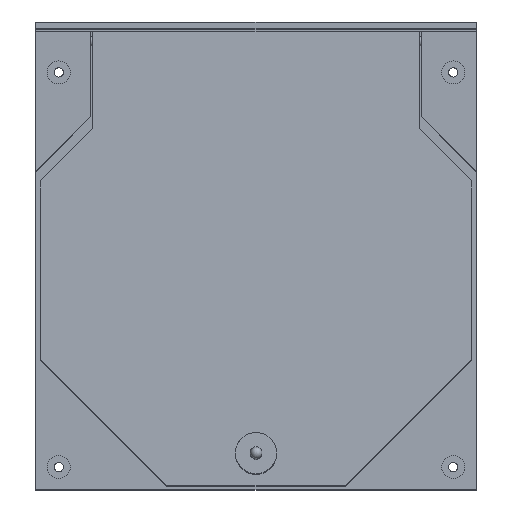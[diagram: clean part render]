
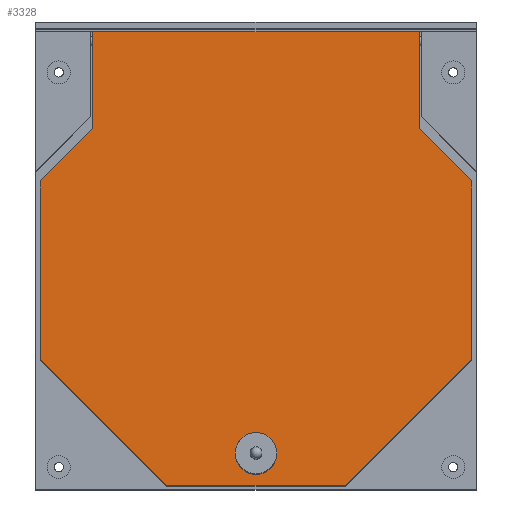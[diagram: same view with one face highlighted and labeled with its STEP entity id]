
A CAD part, top view. The second image highlights one B-rep face of the part: STEP entity #3328.
In plain terms, the highlighted planar face has unit normal (0, 0.021, 1).
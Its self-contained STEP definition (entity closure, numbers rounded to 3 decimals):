
#353=LINE('',#33077,#551);
#356=LINE('',#33083,#554);
#359=LINE('',#33090,#557);
#361=LINE('',#33095,#559);
#364=LINE('',#33100,#562);
#366=LINE('',#33105,#564);
#368=LINE('',#33108,#566);
#369=LINE('',#33110,#567);
#370=LINE('',#33111,#568);
#371=LINE('',#33112,#569);
#551=VECTOR('',#4093,194.68);
#554=VECTOR('',#4098,105.66);
#557=VECTOR('',#4105,80.61);
#559=VECTOR('',#4109,80.61);
#562=VECTOR('',#4114,105.66);
#564=VECTOR('',#4118,194.68);
#566=VECTOR('',#4122,194.68);
#567=VECTOR('',#4125,194.68);
#568=VECTOR('',#4126,356.);
#569=VECTOR('',#4127,194.68);
#756=PLANE('',#3578);
#923=FACE_BOUND('',#1315,.T.);
#1041=FACE_OUTER_BOUND('',#1314,.T.);
#1314=EDGE_LOOP('',(#2656,#2657,#2658,#2659,#2660,#2661,#2662,#2663,#2664,
#2665));
#1315=EDGE_LOOP('',(#2666));
#1523=CIRCLE('',#3560,5.);
#1705=VERTEX_POINT('',#33047);
#1713=VERTEX_POINT('',#33074);
#1714=VERTEX_POINT('',#33076);
#1715=VERTEX_POINT('',#33080);
#1716=VERTEX_POINT('',#33082);
#1718=VERTEX_POINT('',#33088);
#1719=VERTEX_POINT('',#33092);
#1720=VERTEX_POINT('',#33094);
#1721=VERTEX_POINT('',#33098);
#1722=VERTEX_POINT('',#33102);
#1723=VERTEX_POINT('',#33104);
#2045=EDGE_CURVE('',#1705,#1705,#1523,.T.);
#2058=EDGE_CURVE('',#1714,#1713,#353,.T.);
#2061=EDGE_CURVE('',#1716,#1715,#356,.T.);
#2065=EDGE_CURVE('',#1715,#1718,#359,.T.);
#2067=EDGE_CURVE('',#1720,#1719,#361,.T.);
#2070=EDGE_CURVE('',#1719,#1721,#364,.T.);
#2072=EDGE_CURVE('',#1723,#1722,#366,.T.);
#2074=EDGE_CURVE('',#1720,#1722,#368,.T.);
#2075=EDGE_CURVE('',#1723,#1713,#369,.T.);
#2076=EDGE_CURVE('',#1716,#1721,#370,.T.);
#2077=EDGE_CURVE('',#1714,#1718,#371,.T.);
#2656=ORIENTED_EDGE('',*,*,#2058,.T.);
#2657=ORIENTED_EDGE('',*,*,#2075,.F.);
#2658=ORIENTED_EDGE('',*,*,#2072,.T.);
#2659=ORIENTED_EDGE('',*,*,#2074,.F.);
#2660=ORIENTED_EDGE('',*,*,#2067,.T.);
#2661=ORIENTED_EDGE('',*,*,#2070,.T.);
#2662=ORIENTED_EDGE('',*,*,#2076,.F.);
#2663=ORIENTED_EDGE('',*,*,#2061,.T.);
#2664=ORIENTED_EDGE('',*,*,#2065,.T.);
#2665=ORIENTED_EDGE('',*,*,#2077,.F.);
#2666=ORIENTED_EDGE('',*,*,#2045,.T.);
#3328=ADVANCED_FACE('',(#1041,#923),#756,.T.);
#3560=AXIS2_PLACEMENT_3D('',#33048,#4062,#4063);
#3578=AXIS2_PLACEMENT_3D('',#33109,#4123,#4124);
#4062=DIRECTION('center_axis',(0.,-0.021,-1.));
#4063=DIRECTION('ref_axis',(1.,0.,0.));
#4093=DIRECTION('',(0.707,-0.707,0.015));
#4098=DIRECTION('',(0.,-1.,0.021));
#4105=DIRECTION('',(-0.707,-0.707,0.015));
#4109=DIRECTION('',(-0.707,0.707,-0.015));
#4114=DIRECTION('',(0.,1.,-0.021));
#4118=DIRECTION('',(0.707,0.707,-0.015));
#4122=DIRECTION('',(0.,-1.,0.021));
#4123=DIRECTION('center_axis',(0.,0.021,1.));
#4124=DIRECTION('ref_axis',(0.,-1.,0.021));
#4125=DIRECTION('',(-1.,0.,0.));
#4126=DIRECTION('',(1.,0.,0.));
#4127=DIRECTION('',(0.,1.,-0.021));
#33047=CARTESIAN_POINT('',(5.,-200.587,64.141));
#33048=CARTESIAN_POINT('Origin',(0.,-200.587,64.141));
#33074=CARTESIAN_POINT('',(-97.34,-235.579,64.874));
#33076=CARTESIAN_POINT('',(-235.,-97.95,61.991));
#33077=CARTESIAN_POINT('',(-196.755,-136.186,62.792));
#33080=CARTESIAN_POINT('',(-178.,153.675,56.72));
#33082=CARTESIAN_POINT('',(-178.,259.312,54.507));
#33083=CARTESIAN_POINT('',(-178.,206.494,55.614));
#33088=CARTESIAN_POINT('',(-235.,96.688,57.914));
#33090=CARTESIAN_POINT('',(-135.585,196.081,55.832));
#33092=CARTESIAN_POINT('',(178.,153.675,56.72));
#33094=CARTESIAN_POINT('',(235.,96.688,57.914));
#33095=CARTESIAN_POINT('',(66.755,264.896,54.39));
#33098=CARTESIAN_POINT('',(178.,259.312,54.507));
#33100=CARTESIAN_POINT('',(178.,259.312,54.507));
#33102=CARTESIAN_POINT('',(235.,-97.95,61.991));
#33104=CARTESIAN_POINT('',(97.34,-235.579,64.874));
#33105=CARTESIAN_POINT('',(265.585,-67.372,61.35));
#33108=CARTESIAN_POINT('',(235.,-235.579,64.874));
#33109=CARTESIAN_POINT('Origin',(0.,259.312,54.507));
#33110=CARTESIAN_POINT('',(0.,-235.579,64.874));
#33111=CARTESIAN_POINT('',(0.,259.312,54.507));
#33112=CARTESIAN_POINT('',(-235.,-235.579,64.874));
